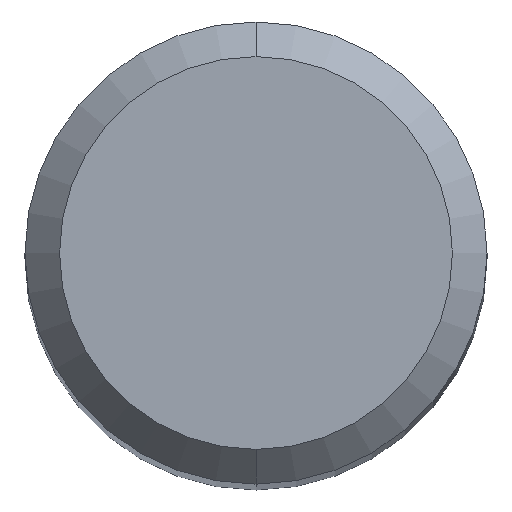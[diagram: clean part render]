
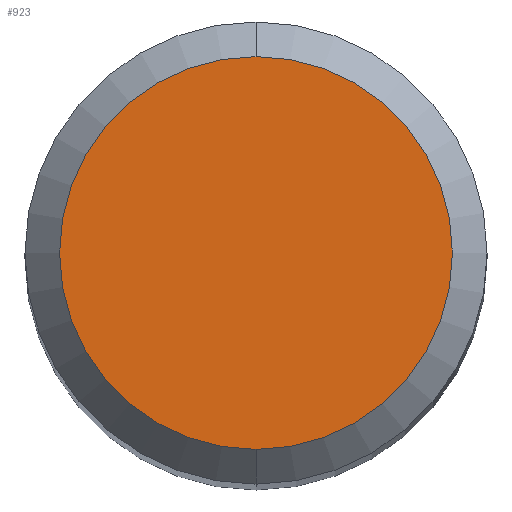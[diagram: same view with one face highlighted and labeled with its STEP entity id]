
A CAD part, top view. The second image highlights one B-rep face of the part: STEP entity #923.
In plain terms, the highlighted planar face has unit normal (0, 0, 1).
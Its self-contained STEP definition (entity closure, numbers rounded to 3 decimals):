
#479=EDGE_CURVE('',#607,#547,#1165,.T.);
#547=VERTEX_POINT('',#1244);
#607=VERTEX_POINT('',#1306);
#655=EDGE_CURVE('',#547,#607,#1357,.T.);
#923=ADVANCED_FACE('',(#1652),#1653,.T.);
#1165=CIRCLE('',#2363,1.7);
#1244=CARTESIAN_POINT('',(0.,-1.7,0.0));
#1306=CARTESIAN_POINT('',(0.0,1.7,0.0));
#1357=CIRCLE('',#3398,1.7);
#1652=FACE_OUTER_BOUND('',#4809,.T.);
#1653=PLANE('',#4810);
#2363=AXIS2_PLACEMENT_3D('',#5612,#5613,#5614);
#3398=AXIS2_PLACEMENT_3D('',#5785,#5786,#5787);
#4809=EDGE_LOOP('',(#6130,#6131));
#4810=AXIS2_PLACEMENT_3D('',#6132,#6133,#6134);
#5612=CARTESIAN_POINT('',(0.0,0.0,0.0));
#5613=DIRECTION('',(0.0,0.0,-1.0));
#5614=DIRECTION('',(0.0,1.0,0.0));
#5785=CARTESIAN_POINT('',(0.0,0.0,0.0));
#5786=DIRECTION('',(0.0,0.0,-1.0));
#5787=DIRECTION('',(0.0,1.0,0.0));
#6130=ORIENTED_EDGE('',*,*,#479,.F.);
#6131=ORIENTED_EDGE('',*,*,#655,.F.);
#6132=CARTESIAN_POINT('',(0.0,0.85,0.0));
#6133=DIRECTION('',(-0.0,0.0,1.0));
#6134=DIRECTION('',(0.0,-1.0,0.0));
